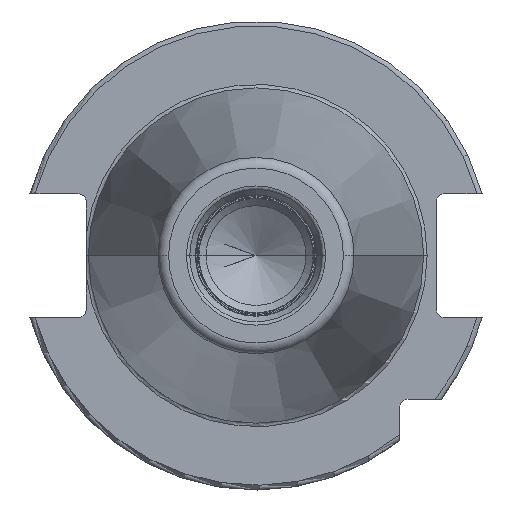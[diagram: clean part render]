
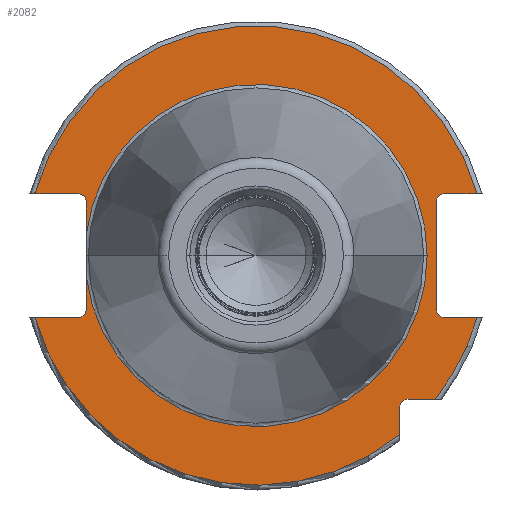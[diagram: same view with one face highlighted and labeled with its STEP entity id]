
A CAD part, left-side view. The second image highlights one B-rep face of the part: STEP entity #2082.
In plain terms, the highlighted planar face has unit normal (-1, 0, 0).
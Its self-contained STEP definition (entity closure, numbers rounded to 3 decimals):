
#105=CARTESIAN_POINT('',(3.2,35.3,-4.415));
#117=CARTESIAN_POINT('',(3.2,0.,0.));
#118=DIRECTION('',(-1.,0.,0.));
#119=DIRECTION('',(0.,0.992,-0.124));
#120=AXIS2_PLACEMENT_3D('',#117,#118,#119);
#131=CARTESIAN_POINT('',(3.2,37.05,-11.15));
#132=DIRECTION('',(1.,0.,0.));
#133=DIRECTION('',(0.,-1.,0.));
#134=AXIS2_PLACEMENT_3D('',#131,#132,#133);
#257=CARTESIAN_POINT('',(3.2,37.05,11.15));
#258=DIRECTION('',(1.,0.,0.));
#259=DIRECTION('',(0.,0.,1.));
#260=AXIS2_PLACEMENT_3D('',#257,#258,#259);
#302=CARTESIAN_POINT('',(3.2,-39.25,11.15));
#303=DIRECTION('',(1.,0.,0.));
#304=DIRECTION('',(0.,1.,0.));
#305=AXIS2_PLACEMENT_3D('',#302,#303,#304);
#307=DIRECTION('',(0.,1.,0.));
#308=VECTOR('',#307,6.711);
#309=CARTESIAN_POINT('',(3.2,-45.961,12.9));
#310=LINE('',#309,#308);
#311=DIRECTION('',(0.,0.,1.));
#312=VECTOR('',#311,22.3);
#313=CARTESIAN_POINT('',(3.2,-37.5,-11.15));
#314=LINE('',#313,#312);
#315=DIRECTION('',(0.,1.,0.));
#316=VECTOR('',#315,6.711);
#317=CARTESIAN_POINT('',(3.2,-45.961,-12.9));
#318=LINE('',#317,#316);
#319=CARTESIAN_POINT('',(3.2,0.,0.));
#320=DIRECTION('',(-1.,0.,0.));
#321=DIRECTION('',(0.,-0.78,-0.625));
#322=AXIS2_PLACEMENT_3D('',#319,#320,#321);
#324=DIRECTION('',(0.,-1.,0.));
#325=VECTOR('',#324,5.654);
#326=CARTESIAN_POINT('',(3.2,-31.6,-29.85));
#327=LINE('',#326,#325);
#328=DIRECTION('',(0.,0.,1.));
#329=VECTOR('',#328,5.654);
#330=CARTESIAN_POINT('',(3.2,-29.85,-37.254));
#331=LINE('',#330,#329);
#332=CARTESIAN_POINT('',(3.2,0.,0.));
#333=DIRECTION('',(-1.,0.,0.));
#334=DIRECTION('',(0.,0.963,-0.27));
#335=AXIS2_PLACEMENT_3D('',#332,#333,#334);
#337=DIRECTION('',(0.,-1.,0.));
#338=VECTOR('',#337,8.911);
#339=CARTESIAN_POINT('',(3.2,45.961,-12.9));
#340=LINE('',#339,#338);
#341=DIRECTION('',(0.,0.,-1.));
#342=VECTOR('',#341,6.735);
#343=CARTESIAN_POINT('',(3.2,35.3,-4.415));
#344=LINE('',#343,#342);
#345=DIRECTION('',(0.,0.,-1.));
#346=VECTOR('',#345,6.735);
#347=CARTESIAN_POINT('',(3.2,35.3,11.15));
#348=LINE('',#347,#346);
#349=DIRECTION('',(0.,-1.,0.));
#350=VECTOR('',#349,8.911);
#351=CARTESIAN_POINT('',(3.2,45.961,12.9));
#352=LINE('',#351,#350);
#353=CARTESIAN_POINT('',(3.2,0.,0.));
#354=DIRECTION('',(1.,0.,0.));
#355=DIRECTION('',(0.,0.963,0.27));
#356=AXIS2_PLACEMENT_3D('',#353,#354,#355);
#363=CARTESIAN_POINT('',(3.2,-39.25,-11.15));
#364=DIRECTION('',(1.,0.,0.));
#365=DIRECTION('',(0.,0.,-1.));
#366=AXIS2_PLACEMENT_3D('',#363,#364,#365);
#429=CARTESIAN_POINT('',(3.2,45.961,-12.9));
#464=CARTESIAN_POINT('',(3.2,-45.961,-12.9));
#471=CARTESIAN_POINT('',(3.2,-37.254,-29.85));
#491=CARTESIAN_POINT('',(3.2,-31.6,-31.6));
#492=DIRECTION('',(1.,0.,0.));
#493=DIRECTION('',(0.,1.,0.));
#494=AXIS2_PLACEMENT_3D('',#491,#492,#493);
#808=CARTESIAN_POINT('',(3.2,45.961,12.9));
#815=CARTESIAN_POINT('',(3.2,-45.961,12.9));
#998=CARTESIAN_POINT('',(3.2,35.3,4.415));
#1009=CARTESIAN_POINT('',(3.2,0.,0.));
#1010=DIRECTION('',(1.,0.,0.));
#1011=DIRECTION('',(0.,0.992,0.124));
#1012=AXIS2_PLACEMENT_3D('',#1009,#1010,#1011);
#1382=CARTESIAN_POINT('',(3.2,-35.575,0.));
#1384=VERTEX_POINT('',#1382);
#1508=VERTEX_POINT('',#998);
#1510=VERTEX_POINT('',#105);
#1513=VERTEX_POINT('',#808);
#1514=VERTEX_POINT('',#815);
#1517=VERTEX_POINT('',#429);
#1518=VERTEX_POINT('',#464);
#1541=CARTESIAN_POINT('',(3.2,-29.85,-37.254));
#1542=VERTEX_POINT('',#1541);
#1544=CARTESIAN_POINT('',(3.2,-37.5,-11.15));
#1546=VERTEX_POINT('',#1544);
#1548=CARTESIAN_POINT('',(3.2,-39.25,-12.9));
#1550=VERTEX_POINT('',#1548);
#1552=CARTESIAN_POINT('',(3.2,-39.25,12.9));
#1554=VERTEX_POINT('',#1552);
#1556=CARTESIAN_POINT('',(3.2,-37.5,11.15));
#1558=VERTEX_POINT('',#1556);
#1560=CARTESIAN_POINT('',(3.2,37.05,12.9));
#1562=VERTEX_POINT('',#1560);
#1564=CARTESIAN_POINT('',(3.2,37.05,-12.9));
#1566=VERTEX_POINT('',#1564);
#1567=CARTESIAN_POINT('',(3.2,35.3,11.15));
#1568=VERTEX_POINT('',#1567);
#1569=CARTESIAN_POINT('',(3.2,35.3,-11.15));
#1570=VERTEX_POINT('',#1569);
#1575=CARTESIAN_POINT('',(3.2,-29.85,-31.6));
#1576=CARTESIAN_POINT('',(3.2,-31.6,-29.85));
#1577=VERTEX_POINT('',#1575);
#1578=VERTEX_POINT('',#1576);
#1642=VERTEX_POINT('',#471);
#2046=CARTESIAN_POINT('',(3.2,0.,0.));
#2047=DIRECTION('',(1.,0.,0.));
#2048=DIRECTION('',(0.,-1.,0.));
#2049=AXIS2_PLACEMENT_3D('',#2046,#2047,#2048);
#2050=PLANE('',#2049);
#2051=ORIENTED_EDGE('',*,*,#2006,.T.);
#2052=ORIENTED_EDGE('',*,*,#2041,.F.);
#2053=ORIENTED_EDGE('',*,*,#1912,.F.);
#2055=ORIENTED_EDGE('',*,*,#2054,.F.);
#2057=ORIENTED_EDGE('',*,*,#2056,.F.);
#2059=ORIENTED_EDGE('',*,*,#2058,.F.);
#2061=ORIENTED_EDGE('',*,*,#2060,.F.);
#2063=ORIENTED_EDGE('',*,*,#2062,.F.);
#2065=ORIENTED_EDGE('',*,*,#2064,.F.);
#2067=ORIENTED_EDGE('',*,*,#2066,.F.);
#2069=ORIENTED_EDGE('',*,*,#2068,.T.);
#2070=ORIENTED_EDGE('',*,*,#1823,.F.);
#2071=ORIENTED_EDGE('',*,*,#1808,.F.);
#2072=ORIENTED_EDGE('',*,*,#1785,.T.);
#2074=ORIENTED_EDGE('',*,*,#2073,.F.);
#2075=ORIENTED_EDGE('',*,*,#1803,.F.);
#2076=ORIENTED_EDGE('',*,*,#1946,.F.);
#2077=ORIENTED_EDGE('',*,*,#1980,.F.);
#2079=ORIENTED_EDGE('',*,*,#2078,.T.);
#2080=EDGE_LOOP('',(#2051,#2052,#2053,#2055,#2057,#2059,#2061,#2063,#2065,#2067,
#2069,#2070,#2071,#2072,#2074,#2075,#2076,#2077,#2079));
#2081=FACE_OUTER_BOUND('',#2080,.F.);
#2082=ADVANCED_FACE('',(#2081),#2050,.F.);
#121=CIRCLE('',#120,35.575);
#135=CIRCLE('',#134,1.75);
#261=CIRCLE('',#260,1.75);
#306=CIRCLE('',#305,1.75);
#323=CIRCLE('',#322,47.738);
#336=CIRCLE('',#335,47.738);
#357=CIRCLE('',#356,47.738);
#367=CIRCLE('',#366,1.75);
#495=CIRCLE('',#494,1.75);
#1013=CIRCLE('',#1012,35.575);
#1785=EDGE_CURVE('',#1510,#1384,#121,.T.);
#1803=EDGE_CURVE('',#1568,#1508,#348,.T.);
#1808=EDGE_CURVE('',#1510,#1570,#344,.T.);
#1823=EDGE_CURVE('',#1570,#1566,#135,.T.);
#1912=EDGE_CURVE('',#1546,#1558,#314,.T.);
#1946=EDGE_CURVE('',#1562,#1568,#261,.T.);
#1980=EDGE_CURVE('',#1513,#1562,#352,.T.);
#2006=EDGE_CURVE('',#1514,#1554,#310,.T.);
#2041=EDGE_CURVE('',#1558,#1554,#306,.T.);
#2054=EDGE_CURVE('',#1550,#1546,#367,.T.);
#2056=EDGE_CURVE('',#1518,#1550,#318,.T.);
#2058=EDGE_CURVE('',#1642,#1518,#323,.T.);
#2060=EDGE_CURVE('',#1578,#1642,#327,.T.);
#2062=EDGE_CURVE('',#1577,#1578,#495,.T.);
#2064=EDGE_CURVE('',#1542,#1577,#331,.T.);
#2066=EDGE_CURVE('',#1517,#1542,#336,.T.);
#2068=EDGE_CURVE('',#1517,#1566,#340,.T.);
#2073=EDGE_CURVE('',#1508,#1384,#1013,.T.);
#2078=EDGE_CURVE('',#1513,#1514,#357,.T.);
